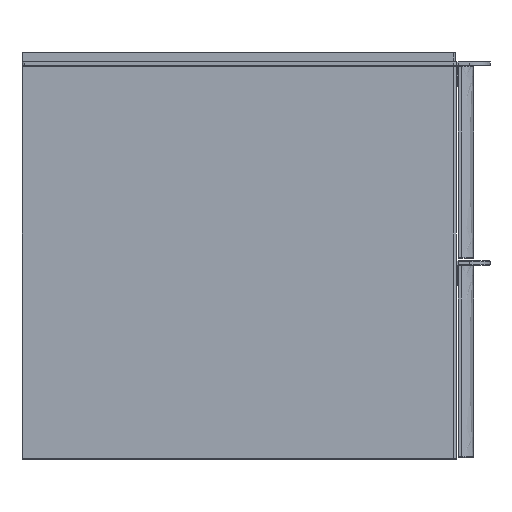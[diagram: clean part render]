
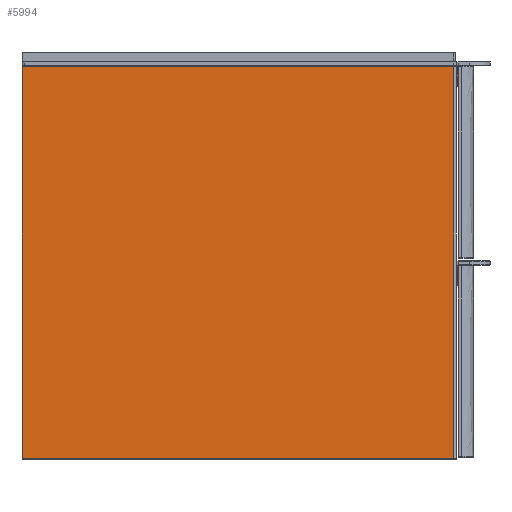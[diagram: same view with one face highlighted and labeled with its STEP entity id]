
A CAD part, front view. The second image highlights one B-rep face of the part: STEP entity #5994.
In plain terms, the highlighted planar face has unit normal (0, -1, 0).
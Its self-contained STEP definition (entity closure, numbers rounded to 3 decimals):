
#5826=CARTESIAN_POINT('Line Origine',(527.,-490.,480.)) ;
#5830=CARTESIAN_POINT('Vertex',(527.,-490.,1.)) ;
#5832=CARTESIAN_POINT('Vertex',(527.,-490.,479.)) ;
#5878=CARTESIAN_POINT('Vertex',(1.,-490.,1.)) ;
#5881=CARTESIAN_POINT('Line Origine',(530.,-490.,1.)) ;
#5918=CARTESIAN_POINT('Vertex',(1.,-490.,479.)) ;
#5921=CARTESIAN_POINT('Line Origine',(1.,-490.,0.)) ;
#5971=CARTESIAN_POINT('Line Origine',(0.,-490.,479.)) ;
#5983=CARTESIAN_POINT('Axis2P3D Location',(530.,-490.,0.)) ;
#5828=VECTOR('Line Direction',#5827,1.) ;
#5883=VECTOR('Line Direction',#5882,1.) ;
#5923=VECTOR('Line Direction',#5922,1.) ;
#5973=VECTOR('Line Direction',#5972,1.) ;
#5827=DIRECTION('Vector Direction',(0.,0.,1.)) ;
#5882=DIRECTION('Vector Direction',(1.,0.,0.)) ;
#5922=DIRECTION('Vector Direction',(0.,0.,-1.)) ;
#5972=DIRECTION('Vector Direction',(-1.,0.,0.)) ;
#5984=DIRECTION('Axis2P3D Direction',(0.,1.,0.)) ;
#5985=DIRECTION('Axis2P3D XDirection',(-1.,0.,0.)) ;
#5986=AXIS2_PLACEMENT_3D('Plane Axis2P3D',#5983,#5984,#5985) ;
#5829=LINE('Line',#5826,#5828) ;
#5884=LINE('Line',#5881,#5883) ;
#5924=LINE('Line',#5921,#5923) ;
#5974=LINE('Line',#5971,#5973) ;
#5987=PLANE('',#5986) ;
#5834=EDGE_CURVE('',#5831,#5833,#5829,.T.) ;
#5885=EDGE_CURVE('',#5879,#5831,#5884,.T.) ;
#5925=EDGE_CURVE('',#5919,#5879,#5924,.T.) ;
#5975=EDGE_CURVE('',#5833,#5919,#5974,.T.) ;
#5989=ORIENTED_EDGE('',*,*,#5925,.T.) ;
#5990=ORIENTED_EDGE('',*,*,#5885,.T.) ;
#5991=ORIENTED_EDGE('',*,*,#5834,.T.) ;
#5992=ORIENTED_EDGE('',*,*,#5975,.T.) ;
#5988=EDGE_LOOP('',(#5989,#5990,#5991,#5992)) ;
#5831=VERTEX_POINT('',#5830) ;
#5833=VERTEX_POINT('',#5832) ;
#5879=VERTEX_POINT('',#5878) ;
#5919=VERTEX_POINT('',#5918) ;
#5994=ADVANCED_FACE('FUE_Template_Product.1|WXTT_Seite links.2|WXTT_Seite links_3sh-HG-00206657_A.1|Schnitt-Linear austragen4',(#5993),#5987,.F.) ;
#5993=FACE_OUTER_BOUND('',#5988,.T.) ;
